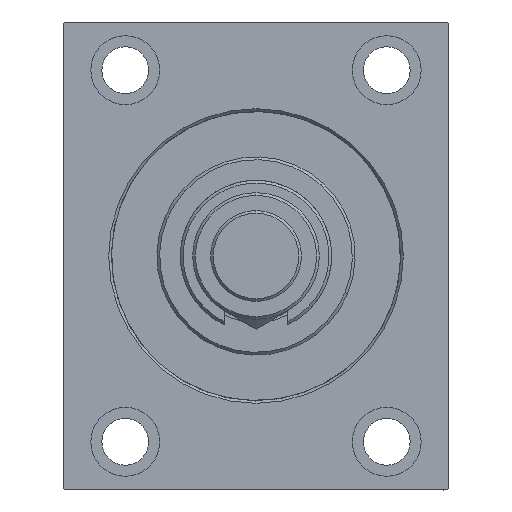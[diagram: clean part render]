
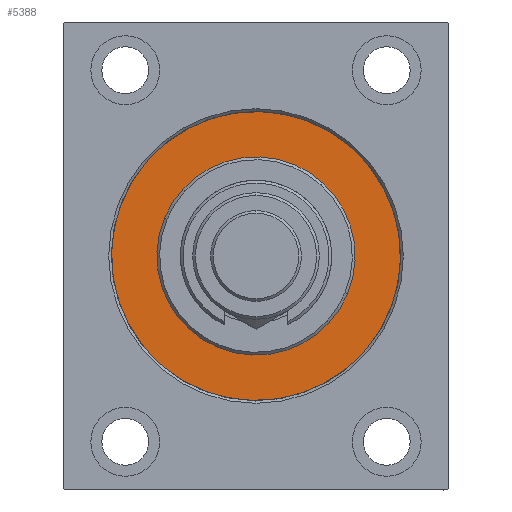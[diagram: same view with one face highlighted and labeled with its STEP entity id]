
A CAD part, left-side view. The second image highlights one B-rep face of the part: STEP entity #5388.
In plain terms, the highlighted face is planar.
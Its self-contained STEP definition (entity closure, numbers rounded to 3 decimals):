
#2460 = CARTESIAN_POINT ( 'NONE',  ( 0., 0., 0. ) ) ;
#2474 = CARTESIAN_POINT ( 'NONE',  ( 0., 0., 0. ) ) ;
#2695 = DIRECTION ( 'NONE',  ( 0., 0., 1. ) ) ;
#2970 = AXIS2_PLACEMENT_3D ( 'NONE', #2460, #13562, #2695 ) ;
#5388 = ADVANCED_FACE ( 'NONE', ( #39570, #7054 ), #14292, .F. ) ;
#5414 = EDGE_CURVE ( 'NONE', #16084, #34965, #29388, .T. ) ;
#5522 = AXIS2_PLACEMENT_3D ( 'NONE', #2474, #10430, #9954 ) ;
#7054 = FACE_OUTER_BOUND ( 'NONE', #32890, .T. ) ;
#7089 = ORIENTED_EDGE ( 'NONE', *, *, #5414, .F. ) ;
#7274 = CIRCLE ( 'NONE', #33420, 36. ) ;
#8692 = VERTEX_POINT ( 'NONE', #13219 ) ;
#9954 = DIRECTION ( 'NONE',  ( 0., 0., -1. ) ) ;
#10380 = CARTESIAN_POINT ( 'NONE',  ( 0., 0., 0. ) ) ;
#10430 = DIRECTION ( 'NONE',  ( 1., 0., 0. ) ) ;
#13219 = CARTESIAN_POINT ( 'NONE',  ( 0., 0., 52.5 ) ) ;
#13562 = DIRECTION ( 'NONE',  ( -1., 0., 0. ) ) ;
#13575 = DIRECTION ( 'NONE',  ( -1., 0., 0. ) ) ;
#14292 = PLANE ( 'NONE',  #47081 ) ;
#14464 = EDGE_CURVE ( 'NONE', #34965, #16084, #7274, .T. ) ;
#14470 = DIRECTION ( 'NONE',  ( 1., 0., 0. ) ) ;
#16084 = VERTEX_POINT ( 'NONE', #26569 ) ;
#16745 = VERTEX_POINT ( 'NONE', #42745 ) ;
#22865 = ORIENTED_EDGE ( 'NONE', *, *, #45030, .F. ) ;
#23945 = ORIENTED_EDGE ( 'NONE', *, *, #14464, .F. ) ;
#25620 = EDGE_LOOP ( 'NONE', ( #7089, #23945 ) ) ;
#26569 = CARTESIAN_POINT ( 'NONE',  ( 0., 0., 36. ) ) ;
#27523 = ORIENTED_EDGE ( 'NONE', *, *, #30060, .F. ) ;
#28205 = DIRECTION ( 'NONE',  ( -1., 0., 0. ) ) ;
#28330 = CIRCLE ( 'NONE', #44448, 52.5 ) ;
#29388 = CIRCLE ( 'NONE', #5522, 36. ) ;
#30060 = EDGE_CURVE ( 'NONE', #16745, #8692, #39914, .T. ) ;
#32326 = DIRECTION ( 'NONE',  ( 0., 0., 1. ) ) ;
#32890 = EDGE_LOOP ( 'NONE', ( #27523, #22865 ) ) ;
#32987 = DIRECTION ( 'NONE',  ( 0., 0., -1. ) ) ;
#33420 = AXIS2_PLACEMENT_3D ( 'NONE', #41154, #14470, #32987 ) ;
#34965 = VERTEX_POINT ( 'NONE', #43485 ) ;
#35900 = DIRECTION ( 'NONE',  ( 0., 0., 1. ) ) ;
#39570 = FACE_BOUND ( 'NONE', #25620, .T. ) ;
#39914 = CIRCLE ( 'NONE', #2970, 52.5 ) ;
#41154 = CARTESIAN_POINT ( 'NONE',  ( 0., 0., 0. ) ) ;
#42745 = CARTESIAN_POINT ( 'NONE',  ( 0., 0., -52.5 ) ) ;
#43485 = CARTESIAN_POINT ( 'NONE',  ( 0., 0., -36. ) ) ;
#44448 = AXIS2_PLACEMENT_3D ( 'NONE', #10380, #28205, #35900 ) ;
#45030 = EDGE_CURVE ( 'NONE', #8692, #16745, #28330, .T. ) ;
#47031 = CARTESIAN_POINT ( 'NONE',  ( 0., 0., 0. ) ) ;
#47081 = AXIS2_PLACEMENT_3D ( 'NONE', #47031, #13575, #32326 ) ;
